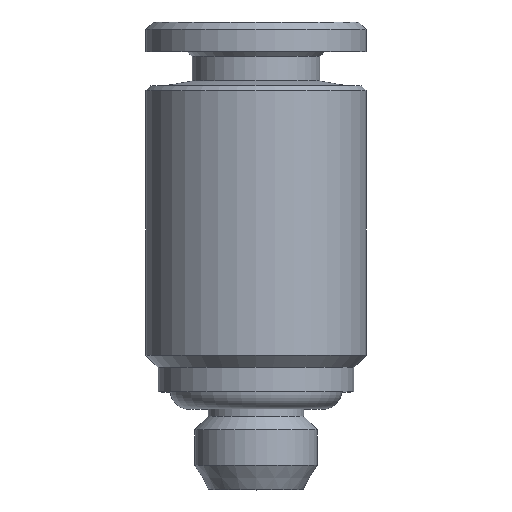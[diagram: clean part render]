
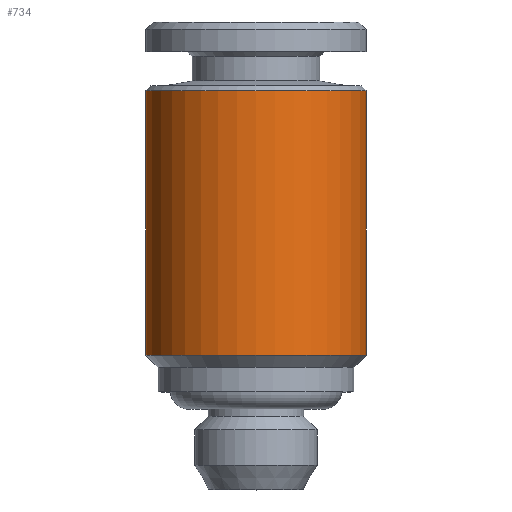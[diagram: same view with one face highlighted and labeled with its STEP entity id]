
A CAD part, top view. The second image highlights one B-rep face of the part: STEP entity #734.
In plain terms, the highlighted cylindrical face has radius 4.5 mm (diameter 9 mm), a full revolution.
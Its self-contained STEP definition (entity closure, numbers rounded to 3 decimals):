
#28=CYLINDRICAL_SURFACE('',#803,4.5);
#180=ORIENTED_EDGE('',*,*,#237,.F.);
#181=ORIENTED_EDGE('',*,*,#238,.T.);
#237=EDGE_CURVE('',#278,#278,#307,.T.);
#238=EDGE_CURVE('',#279,#279,#308,.T.);
#278=VERTEX_POINT('',#1100);
#279=VERTEX_POINT('',#1103);
#307=CIRCLE('',#802,4.5);
#308=CIRCLE('',#804,4.5);
#363=EDGE_LOOP('',(#180));
#364=EDGE_LOOP('',(#181));
#423=FACE_BOUND('',#363,.T.);
#424=FACE_BOUND('',#364,.T.);
#734=ADVANCED_FACE('',(#423,#424),#28,.T.);
#802=AXIS2_PLACEMENT_3D('',#1099,#947,#948);
#803=AXIS2_PLACEMENT_3D('',#1101,#949,#950);
#804=AXIS2_PLACEMENT_3D('',#1102,#951,#952);
#947=DIRECTION('',(0.,-1.,0.));
#948=DIRECTION('',(0.,0.,-1.));
#949=DIRECTION('',(0.,-1.,0.));
#950=DIRECTION('',(0.,0.,-1.));
#951=DIRECTION('',(0.,-1.,0.));
#952=DIRECTION('',(0.,0.,-1.));
#1099=CARTESIAN_POINT('',(0.,5.5,0.));
#1100=CARTESIAN_POINT('',(0.,5.5,-4.5));
#1101=CARTESIAN_POINT('',(0.,-2.242,0.));
#1102=CARTESIAN_POINT('',(0.,16.3,0.));
#1103=CARTESIAN_POINT('',(0.,16.3,-4.5));
